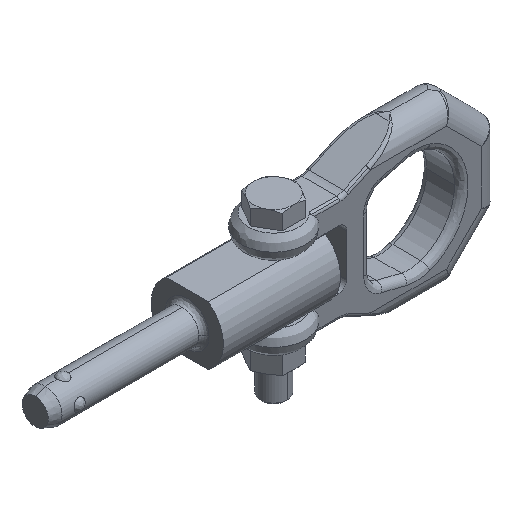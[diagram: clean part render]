
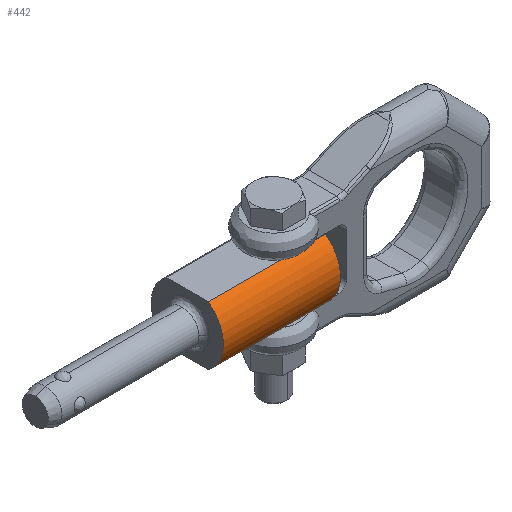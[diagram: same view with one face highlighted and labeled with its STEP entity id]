
A CAD part, isometric view. The second image highlights one B-rep face of the part: STEP entity #442.
In plain terms, the highlighted cylindrical face has radius 10.75 mm (diameter 21.5 mm), a partial arc.
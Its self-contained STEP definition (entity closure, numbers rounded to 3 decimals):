
#442=ADVANCED_FACE('',(#915),#916,.T.);
#915=FACE_OUTER_BOUND('',#2870,.T.);
#916=CYLINDRICAL_SURFACE('',#2871,10.75);
#2870=EDGE_LOOP('',(#4227,#4228,#4229,#4230));
#2871=AXIS2_PLACEMENT_3D('',#4231,#4232,#4233);
#4227=ORIENTED_EDGE('',*,*,#4553,.T.);
#4228=ORIENTED_EDGE('',*,*,#5021,.T.);
#4229=ORIENTED_EDGE('',*,*,#4870,.T.);
#4230=ORIENTED_EDGE('',*,*,#4969,.T.);
#4231=CARTESIAN_POINT('',(17.425,0.,0.));
#4232=DIRECTION('',(1.0,0.0,0.0));
#4233=DIRECTION('',(0.0,0.0,-1.0));
#4553=EDGE_CURVE('',#5109,#5115,#5117,.T.);
#4870=EDGE_CURVE('',#5618,#5616,#5619,.T.);
#4969=EDGE_CURVE('',#5616,#5109,#5745,.T.);
#5021=EDGE_CURVE('',#5115,#5618,#5805,.T.);
#5109=VERTEX_POINT('',#5950);
#5115=VERTEX_POINT('',#5959);
#5117=LINE('',#5962,#5963);
#5616=VERTEX_POINT('',#7726);
#5618=VERTEX_POINT('',#7729);
#5619=LINE('',#7730,#7731);
#5745=CIRCLE('',#8094,10.75);
#5805=CIRCLE('',#8283,10.75);
#5950=CARTESIAN_POINT('',(0.,-6.245,-8.75));
#5959=CARTESIAN_POINT('',(34.85,-6.245,-8.75));
#5962=CARTESIAN_POINT('',(17.425,-6.245,-8.75));
#5963=VECTOR('',#8480,1000.0);
#7726=CARTESIAN_POINT('',(0.,-6.245,8.75));
#7729=CARTESIAN_POINT('',(34.85,-6.245,8.75));
#7730=CARTESIAN_POINT('',(17.425,-6.245,8.75));
#7731=VECTOR('',#8860,1000.0);
#8094=AXIS2_PLACEMENT_3D('',#8979,#8980,#8981);
#8283=AXIS2_PLACEMENT_3D('',#9026,#9027,#9028);
#8480=DIRECTION('',(1.0,0.0,0.0));
#8860=DIRECTION('',(-1.0,0.0,0.0));
#8979=CARTESIAN_POINT('',(0.,0.,0.));
#8980=DIRECTION('',(1.0,0.0,0.0));
#8981=DIRECTION('',(0.0,0.0,-1.0));
#9026=CARTESIAN_POINT('',(34.85,0.,0.));
#9027=DIRECTION('',(-1.0,0.0,0.0));
#9028=DIRECTION('',(0.0,0.0,-1.0));
